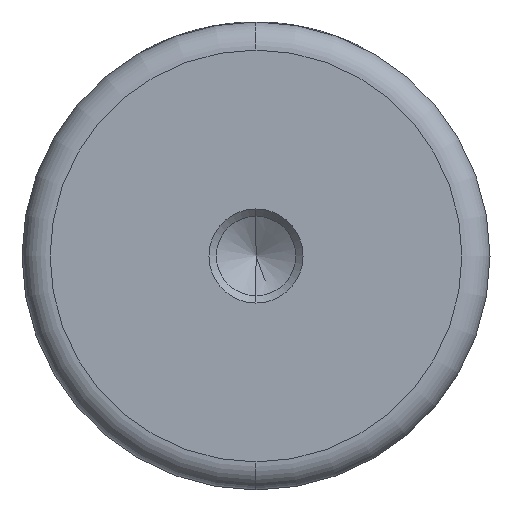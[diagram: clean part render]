
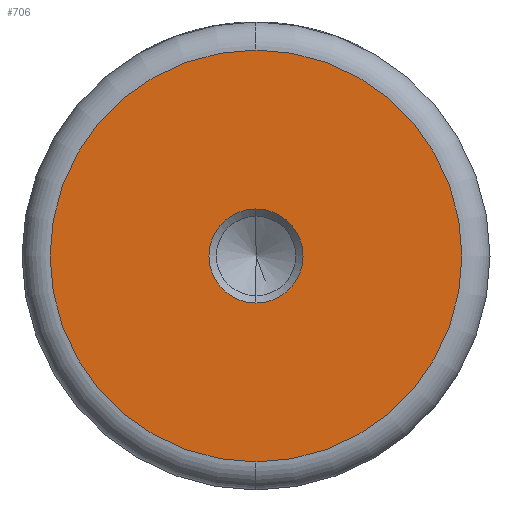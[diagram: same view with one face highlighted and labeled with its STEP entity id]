
A CAD part, left-side view. The second image highlights one B-rep face of the part: STEP entity #706.
In plain terms, the highlighted planar face has unit normal (-1, 0, 0).
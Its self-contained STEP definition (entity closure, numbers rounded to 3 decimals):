
#6 = EDGE_CURVE ( 'NONE', #854, #856, #128, .T. ) ;
#41 = DIRECTION ( 'NONE',  ( -1., 0., 0. ) ) ;
#76 = CARTESIAN_POINT ( 'NONE',  ( 0., 0., 0. ) ) ;
#128 = CIRCLE ( 'NONE', #721, 5.025 ) ;
#200 = DIRECTION ( 'NONE',  ( 0., 0., 1. ) ) ;
#213 = AXIS2_PLACEMENT_3D ( 'NONE', #76, #885, #200 ) ;
#232 = EDGE_CURVE ( 'NONE', #856, #854, #478, .T. ) ;
#288 = DIRECTION ( 'NONE',  ( 0., 0., 1. ) ) ;
#294 = DIRECTION ( 'NONE',  ( -1., 0., 0. ) ) ;
#315 = EDGE_LOOP ( 'NONE', ( #511, #916 ) ) ;
#319 = CARTESIAN_POINT ( 'NONE',  ( 0., 0., 5.025 ) ) ;
#359 = CARTESIAN_POINT ( 'NONE',  ( 0., 0., 22. ) ) ;
#410 = DIRECTION ( 'NONE',  ( -1., 0., 0. ) ) ;
#456 = AXIS2_PLACEMENT_3D ( 'NONE', #741, #41, #850 ) ;
#470 = CARTESIAN_POINT ( 'NONE',  ( 0., 0., -22. ) ) ;
#478 = CIRCLE ( 'NONE', #1412, 5.025 ) ;
#497 = EDGE_CURVE ( 'NONE', #1436, #1421, #545, .T. ) ;
#511 = ORIENTED_EDGE ( 'NONE', *, *, #1166, .T. ) ;
#545 = CIRCLE ( 'NONE', #456, 22. ) ;
#635 = ORIENTED_EDGE ( 'NONE', *, *, #6, .F. ) ;
#706 = ADVANCED_FACE ( 'NONE', ( #1468, #884 ), #964, .T. ) ;
#707 = DIRECTION ( 'NONE',  ( -1., 0., 0. ) ) ;
#721 = AXIS2_PLACEMENT_3D ( 'NONE', #962, #410, #288 ) ;
#741 = CARTESIAN_POINT ( 'NONE',  ( 0., 0., 0. ) ) ;
#742 = CARTESIAN_POINT ( 'NONE',  ( 0., 0., 0. ) ) ;
#805 = CARTESIAN_POINT ( 'NONE',  ( 0., 0., -5.025 ) ) ;
#850 = DIRECTION ( 'NONE',  ( 0., 0., 1. ) ) ;
#854 = VERTEX_POINT ( 'NONE', #319 ) ;
#856 = VERTEX_POINT ( 'NONE', #805 ) ;
#884 = FACE_OUTER_BOUND ( 'NONE', #315, .T. ) ;
#885 = DIRECTION ( 'NONE',  ( -1., 0., 0. ) ) ;
#916 = ORIENTED_EDGE ( 'NONE', *, *, #497, .T. ) ;
#962 = CARTESIAN_POINT ( 'NONE',  ( 0., 0., 0. ) ) ;
#964 = PLANE ( 'NONE',  #1366 ) ;
#1078 = DIRECTION ( 'NONE',  ( 0., 0., 1. ) ) ;
#1166 = EDGE_CURVE ( 'NONE', #1421, #1436, #1368, .T. ) ;
#1356 = EDGE_LOOP ( 'NONE', ( #635, #1475 ) ) ;
#1366 = AXIS2_PLACEMENT_3D ( 'NONE', #742, #294, #1078 ) ;
#1368 = CIRCLE ( 'NONE', #213, 22. ) ;
#1389 = CARTESIAN_POINT ( 'NONE',  ( 0., 0., 0. ) ) ;
#1412 = AXIS2_PLACEMENT_3D ( 'NONE', #1389, #707, #1503 ) ;
#1421 = VERTEX_POINT ( 'NONE', #359 ) ;
#1436 = VERTEX_POINT ( 'NONE', #470 ) ;
#1468 = FACE_BOUND ( 'NONE', #1356, .T. ) ;
#1475 = ORIENTED_EDGE ( 'NONE', *, *, #232, .F. ) ;
#1503 = DIRECTION ( 'NONE',  ( 0., 0., 1. ) ) ;
